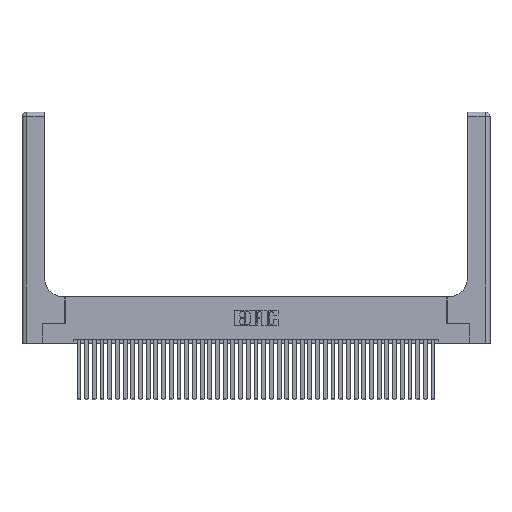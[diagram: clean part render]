
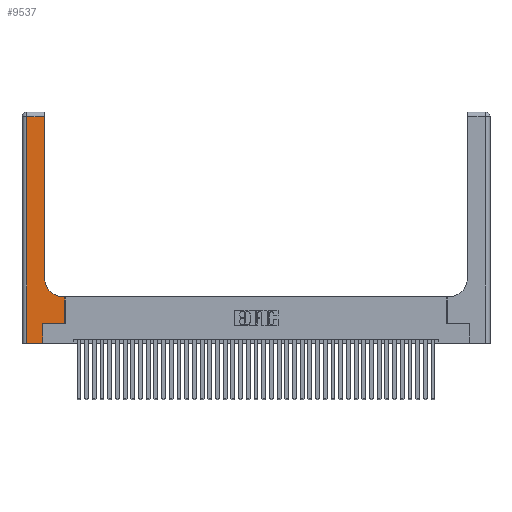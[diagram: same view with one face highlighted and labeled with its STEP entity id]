
A CAD part, top view. The second image highlights one B-rep face of the part: STEP entity #9537.
In plain terms, the highlighted planar face has unit normal (0, 0, 1).
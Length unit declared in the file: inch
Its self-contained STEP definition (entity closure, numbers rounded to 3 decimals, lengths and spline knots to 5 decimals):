
#1398 = CARTESIAN_POINT ( 'NONE',  ( 0.2915, 3., 0.37 ) ) ;
#2329 = PLANE ( 'NONE',  #14035 ) ;
#2339 = VERTEX_POINT ( 'NONE', #9273 ) ;
#5059 = CARTESIAN_POINT ( 'NONE',  ( 0.5415, 0.85, 0.37 ) ) ;
#5605 = CARTESIAN_POINT ( 'NONE',  ( 0.269, 0., 0.37 ) ) ;
#6244 = LINE ( 'NONE', #5605, #39034 ) ;
#6272 = EDGE_CURVE ( 'NONE', #13325, #33745, #17812, .T. ) ;
#6334 = CARTESIAN_POINT ( 'NONE',  ( 0., 0., 0.37 ) ) ;
#7205 = ORIENTED_EDGE ( 'NONE', *, *, #17893, .T. ) ;
#7386 = LINE ( 'NONE', #6334, #11909 ) ;
#7389 = ORIENTED_EDGE ( 'NONE', *, *, #20262, .T. ) ;
#7438 = LINE ( 'NONE', #32180, #20914 ) ;
#9273 = CARTESIAN_POINT ( 'NONE',  ( 0.06, 2.94, 0.37 ) ) ;
#9463 = CARTESIAN_POINT ( 'NONE',  ( 0., 2.94, 0.37 ) ) ;
#9537 = ADVANCED_FACE ( 'NONE', ( #17756 ), #2329, .F. ) ;
#9859 = DIRECTION ( 'NONE',  ( -1., 0., 0. ) ) ;
#10123 = CARTESIAN_POINT ( 'NONE',  ( 0.2915, 2.94, 0.37 ) ) ;
#10881 = VECTOR ( 'NONE', #25406, 39.37008 ) ;
#11083 = CARTESIAN_POINT ( 'NONE',  ( 0.5585, 0.25, 0.37 ) ) ;
#11292 = VERTEX_POINT ( 'NONE', #22961 ) ;
#11844 = DIRECTION ( 'NONE',  ( 0., 1., 0. ) ) ;
#11909 = VECTOR ( 'NONE', #18700, 39.37008 ) ;
#11939 = DIRECTION ( 'NONE',  ( 0., -1., 0. ) ) ;
#12410 = LINE ( 'NONE', #14022, #28325 ) ;
#13325 = VERTEX_POINT ( 'NONE', #11083 ) ;
#13554 = CARTESIAN_POINT ( 'NONE',  ( 0.06, 0., 0.37 ) ) ;
#13588 = VERTEX_POINT ( 'NONE', #39040 ) ;
#13853 = CARTESIAN_POINT ( 'NONE',  ( 0.269, 0., 0.37 ) ) ;
#14022 = CARTESIAN_POINT ( 'NONE',  ( 0.269, 0.25, 0.37 ) ) ;
#14035 = AXIS2_PLACEMENT_3D ( 'NONE', #27931, #21227, #33747 ) ;
#14682 = CARTESIAN_POINT ( 'NONE',  ( 0.06, 3., 0.37 ) ) ;
#15077 = EDGE_CURVE ( 'NONE', #35111, #2339, #20305, .T. ) ;
#16762 = ORIENTED_EDGE ( 'NONE', *, *, #6272, .T. ) ;
#16838 = VECTOR ( 'NONE', #9859, 39.37008 ) ;
#17197 = DIRECTION ( 'NONE',  ( 1., 0., 0. ) ) ;
#17756 = FACE_OUTER_BOUND ( 'NONE', #27031, .T. ) ;
#17808 = ORIENTED_EDGE ( 'NONE', *, *, #28069, .T. ) ;
#17812 = LINE ( 'NONE', #18976, #10881 ) ;
#17893 = EDGE_CURVE ( 'NONE', #2339, #39328, #22119, .T. ) ;
#18514 = ORIENTED_EDGE ( 'NONE', *, *, #39816, .T. ) ;
#18700 = DIRECTION ( 'NONE',  ( 1., 0., 0. ) ) ;
#18815 = VECTOR ( 'NONE', #36195, 39.37008 ) ;
#18911 = ORIENTED_EDGE ( 'NONE', *, *, #15077, .T. ) ;
#18976 = CARTESIAN_POINT ( 'NONE',  ( 0.5585, 0.25, 0.37 ) ) ;
#19653 = EDGE_CURVE ( 'NONE', #11292, #13588, #29965, .T. ) ;
#20262 = EDGE_CURVE ( 'NONE', #13588, #35111, #24837, .T. ) ;
#20305 = LINE ( 'NONE', #9463, #16838 ) ;
#20914 = VECTOR ( 'NONE', #32051, 39.37008 ) ;
#20920 = DIRECTION ( 'NONE',  ( 0., 0., -1. ) ) ;
#21227 = DIRECTION ( 'NONE',  ( 0., 0., -1. ) ) ;
#22119 = LINE ( 'NONE', #14682, #29513 ) ;
#22661 = AXIS2_PLACEMENT_3D ( 'NONE', #5059, #20920, #27333 ) ;
#22961 = CARTESIAN_POINT ( 'NONE',  ( 0.5415, 0.6, 0.37 ) ) ;
#22981 = VERTEX_POINT ( 'NONE', #13853 ) ;
#24837 = LINE ( 'NONE', #1398, #18815 ) ;
#24982 = CARTESIAN_POINT ( 'NONE',  ( 0.269, 0.25, 0.37 ) ) ;
#25406 = DIRECTION ( 'NONE',  ( 0., 1., 0. ) ) ;
#26583 = ORIENTED_EDGE ( 'NONE', *, *, #28784, .T. ) ;
#26603 = VERTEX_POINT ( 'NONE', #24982 ) ;
#27031 = EDGE_LOOP ( 'NONE', ( #7389, #18911, #7205, #18514, #37233, #26583, #16762, #17808, #28203 ) ) ;
#27333 = DIRECTION ( 'NONE',  ( 1., 0., 0. ) ) ;
#27931 = CARTESIAN_POINT ( 'NONE',  ( 0., 3., 0.37 ) ) ;
#28069 = EDGE_CURVE ( 'NONE', #33745, #11292, #7438, .T. ) ;
#28203 = ORIENTED_EDGE ( 'NONE', *, *, #19653, .T. ) ;
#28325 = VECTOR ( 'NONE', #17197, 39.37008 ) ;
#28784 = EDGE_CURVE ( 'NONE', #26603, #13325, #12410, .T. ) ;
#29513 = VECTOR ( 'NONE', #11939, 39.37008 ) ;
#29965 = CIRCLE ( 'NONE', #22661, 0.25 ) ;
#31612 = EDGE_CURVE ( 'NONE', #22981, #26603, #6244, .T. ) ;
#32051 = DIRECTION ( 'NONE',  ( -1., 0., 0. ) ) ;
#32180 = CARTESIAN_POINT ( 'NONE',  ( 0.2915, 0.6, 0.37 ) ) ;
#33745 = VERTEX_POINT ( 'NONE', #34897 ) ;
#33747 = DIRECTION ( 'NONE',  ( -1., 0., 0. ) ) ;
#34897 = CARTESIAN_POINT ( 'NONE',  ( 0.5585, 0.6, 0.37 ) ) ;
#35111 = VERTEX_POINT ( 'NONE', #10123 ) ;
#36195 = DIRECTION ( 'NONE',  ( 0., 1., 0. ) ) ;
#37233 = ORIENTED_EDGE ( 'NONE', *, *, #31612, .T. ) ;
#39034 = VECTOR ( 'NONE', #11844, 39.37008 ) ;
#39040 = CARTESIAN_POINT ( 'NONE',  ( 0.2915, 0.85, 0.37 ) ) ;
#39328 = VERTEX_POINT ( 'NONE', #13554 ) ;
#39816 = EDGE_CURVE ( 'NONE', #39328, #22981, #7386, .T. ) ;
